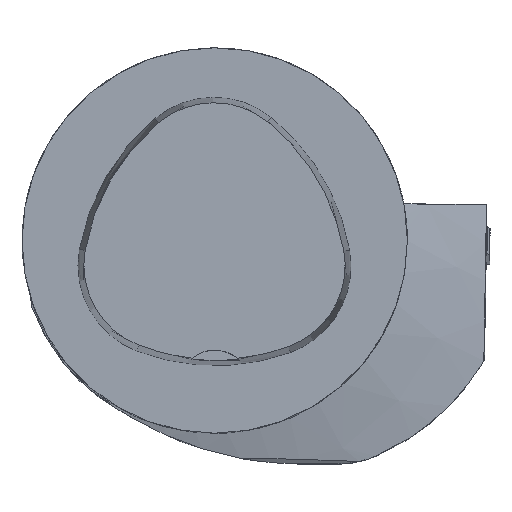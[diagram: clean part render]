
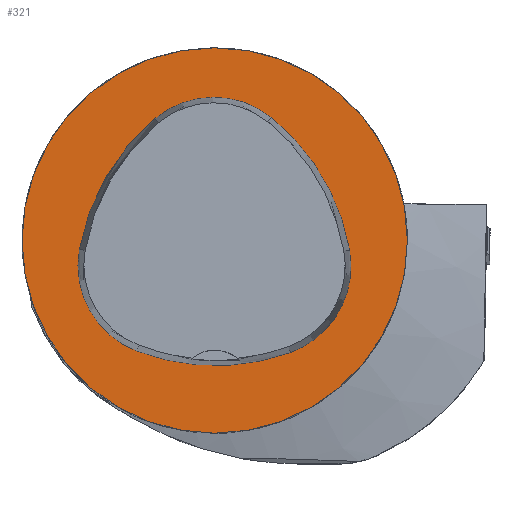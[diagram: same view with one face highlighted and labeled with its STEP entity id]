
A CAD part, top view. The second image highlights one B-rep face of the part: STEP entity #321.
In plain terms, the highlighted planar face has unit normal (0, 0, 1).
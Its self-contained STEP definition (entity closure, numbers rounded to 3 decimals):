
#138=FACE_BOUND('',#545,.T.);
#139=FACE_BOUND('',#546,.T.);
#173=CIRCLE('',#2042,31.5);
#174=CIRCLE('',#2048,36.);
#176=CIRCLE('',#2051,15.);
#178=CIRCLE('',#2054,36.);
#180=CIRCLE('',#2057,15.);
#183=CIRCLE('',#2061,36.);
#186=CIRCLE('',#2065,15.);
#232=PLANE('',#2070);
#321=ADVANCED_FACE('',(#138,#139),#232,.T.);
#545=EDGE_LOOP('',(#1021,#1022,#1023,#1024,#1025,#1026));
#546=EDGE_LOOP('',(#1027));
#1021=ORIENTED_EDGE('',*,*,#1527,.F.);
#1022=ORIENTED_EDGE('',*,*,#1522,.F.);
#1023=ORIENTED_EDGE('',*,*,#1517,.F.);
#1024=ORIENTED_EDGE('',*,*,#1514,.F.);
#1025=ORIENTED_EDGE('',*,*,#1511,.F.);
#1026=ORIENTED_EDGE('',*,*,#1507,.F.);
#1027=ORIENTED_EDGE('',*,*,#1498,.T.);
#1272=VERTEX_POINT('',#3294);
#1281=VERTEX_POINT('',#3313);
#1282=VERTEX_POINT('',#3314);
#1285=VERTEX_POINT('',#3322);
#1287=VERTEX_POINT('',#3328);
#1289=VERTEX_POINT('',#3334);
#1293=VERTEX_POINT('',#3347);
#1498=EDGE_CURVE('',#1272,#1272,#173,.T.);
#1507=EDGE_CURVE('',#1281,#1282,#174,.T.);
#1511=EDGE_CURVE('',#1282,#1285,#176,.T.);
#1514=EDGE_CURVE('',#1285,#1287,#178,.T.);
#1517=EDGE_CURVE('',#1287,#1289,#180,.T.);
#1522=EDGE_CURVE('',#1289,#1293,#183,.T.);
#1527=EDGE_CURVE('',#1293,#1281,#186,.T.);
#2042=AXIS2_PLACEMENT_3D('',#3293,#2482,#2483);
#2048=AXIS2_PLACEMENT_3D('',#3312,#2498,#2499);
#2051=AXIS2_PLACEMENT_3D('',#3321,#2506,#2507);
#2054=AXIS2_PLACEMENT_3D('',#3327,#2513,#2514);
#2057=AXIS2_PLACEMENT_3D('',#3333,#2520,#2521);
#2061=AXIS2_PLACEMENT_3D('',#3346,#2529,#2530);
#2065=AXIS2_PLACEMENT_3D('',#3359,#2538,#2539);
#2070=AXIS2_PLACEMENT_3D('',#3364,#2548,#2549);
#2482=DIRECTION('',(0.,0.,1.));
#2483=DIRECTION('',(1.,0.,0.));
#2498=DIRECTION('',(0.,0.,1.));
#2499=DIRECTION('',(1.,0.,0.));
#2506=DIRECTION('',(0.,0.,1.));
#2507=DIRECTION('',(1.,0.,0.));
#2513=DIRECTION('',(0.,0.,1.));
#2514=DIRECTION('',(1.,0.,0.));
#2520=DIRECTION('',(0.,0.,1.));
#2521=DIRECTION('',(1.,0.,0.));
#2529=DIRECTION('',(0.,0.,1.));
#2530=DIRECTION('',(1.,0.,0.));
#2538=DIRECTION('',(0.,0.,1.));
#2539=DIRECTION('',(1.,0.,0.));
#2548=DIRECTION('',(0.,0.,1.));
#2549=DIRECTION('',(-1.,0.,0.));
#3293=CARTESIAN_POINT('',(0.,0.,0.));
#3294=CARTESIAN_POINT('',(31.5,0.,0.));
#3312=CARTESIAN_POINT('',(-13.398,-7.893,0.));
#3313=CARTESIAN_POINT('',(22.041,-1.562,0.));
#3314=CARTESIAN_POINT('',(9.317,20.036,0.));
#3321=CARTESIAN_POINT('',(-0.148,8.399,0.));
#3322=CARTESIAN_POINT('',(-9.779,19.898,0.));
#3327=CARTESIAN_POINT('',(13.337,-7.7,0.));
#3328=CARTESIAN_POINT('',(-22.122,-1.48,0.));
#3333=CARTESIAN_POINT('',(-7.347,-4.071,0.));
#3334=CARTESIAN_POINT('',(-12.693,-18.087,0.));
#3346=CARTESIAN_POINT('',(0.137,15.55,0.));
#3347=CARTESIAN_POINT('',(12.373,-18.307,0.));
#3359=CARTESIAN_POINT('',(7.275,-4.2,0.));
#3364=CARTESIAN_POINT('',(0.,0.,0.));
